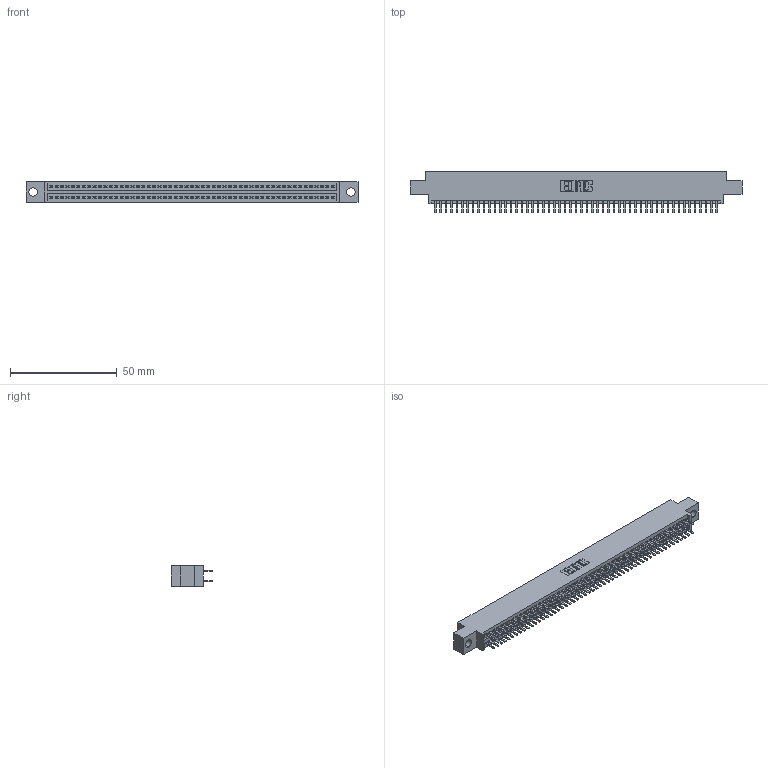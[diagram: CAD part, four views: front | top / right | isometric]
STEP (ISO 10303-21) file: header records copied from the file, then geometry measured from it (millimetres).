
FILE_DESCRIPTION (( 'STEP AP203' ), '1' );
FILE_NAME ('345-106-520-804.STEP', '2021-05-21T13:53:15', ( '' ), ( '' ), 'SwSTEP 2.0', 'SolidWorks 2020', '' );
FILE_SCHEMA (( 'CONFIG_CONTROL_DESIGN' ));
Length unit declared in the file: inch
Products named in the file (3): 345 Part_0.170 Offset - 0.156 Dia-TI; 345-106-520-804; 345-292-001_345-293-120
Assembly tree (107 placements, depth 2):
  345-106-520-804
    345 Part_0.170 Offset - 0.156 Dia-TI
    345-292-001_345-293-120  x106
Bounding box: 155.83 x 19.68 x 9.4 mm (x, y, z)
Volume: 14973.6 mm3; surface area: 22242.4 mm2
Topology: 107 solids, 107 shells, 5868 faces, 17031 edges, 11070 vertices
Faces by surface type: plane 3808, cylinder 2060
Entity records: 40769 total; most frequent: CARTESIAN_POINT 6842, ORIENTED_EDGE 6762, DIRECTION 6005, EDGE_CURVE 3381, VECTOR 3033, LINE 3033, VERTEX_POINT 2250, AXIS2_PLACEMENT_3D 1486
